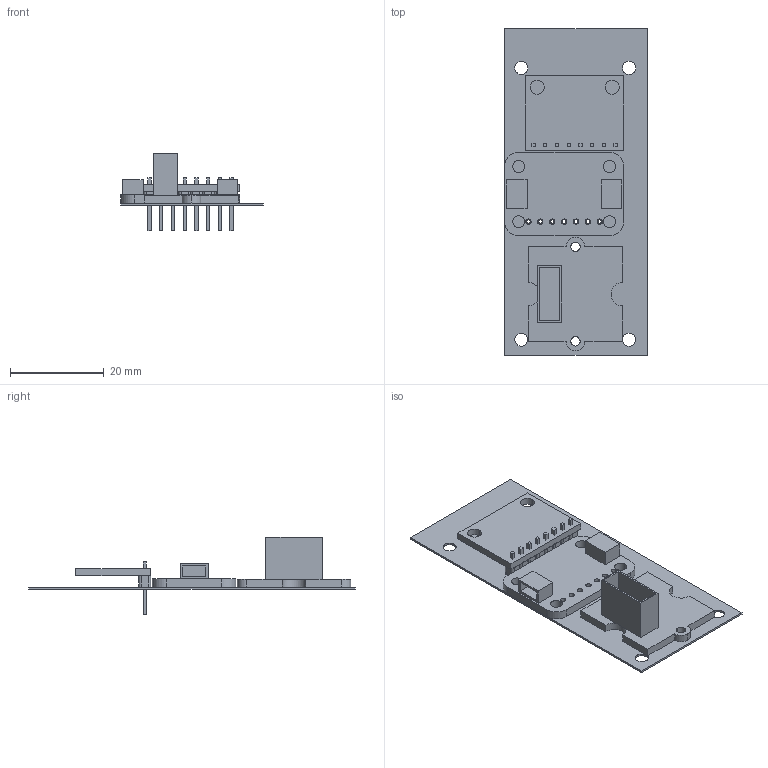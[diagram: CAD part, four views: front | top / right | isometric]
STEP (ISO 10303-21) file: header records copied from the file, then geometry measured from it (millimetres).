
FILE_DESCRIPTION(('Open CASCADE Model'),'2;1');
FILE_NAME('Open CASCADE Shape Model','2023-09-09T10:48:25',('Author'),( 'Open CASCADE'),'Open CASCADE STEP processor 7.5','Open CASCADE 7.5' ,'Unknown');
FILE_SCHEMA(('AUTOMOTIVE_DESIGN { 1 0 10303 214 1 1 1 1 }'));
Length unit declared in the file: millimetre
Products named in the file (11): PCB; Board; Open CASCADE STEP translator 7.5 2.1.1; BMM150; MPU-6050; mpu; mpu_placa; pin_std; BMP280; adafruit_bmp280_placa
Assembly tree (17 placements, depth 4):
  PCB
    Board
      Open CASCADE STEP translator 7.5 2.1.1
    BMM150
      BMM150
    MPU-6050
      mpu
        mpu_placa
        pin_std  x8
    BMP280
      adafruit_bmp280_placa
Bounding box: 30.48 x 69.72 x 16.6 mm (x, y, z)
Volume: 3118.2 mm3; surface area: 8435.3 mm2
Topology: 12 solids, 12 shells, 279 faces, 704 edges, 468 vertices
Faces by surface type: plane 187, cylinder 92
Full cylindrical faces by diameter (mm): 0.762 x7, 1 x8, 2.032 x2, 2.8 x4
Entity records: 4772 total; most frequent: DIRECTION 814, CARTESIAN_POINT 769, ORIENTED_EDGE 736, EDGE_CURVE 368, AXIS2_PLACEMENT_3D 289, VERTEX_POINT 244, LINE 236, VECTOR 236
